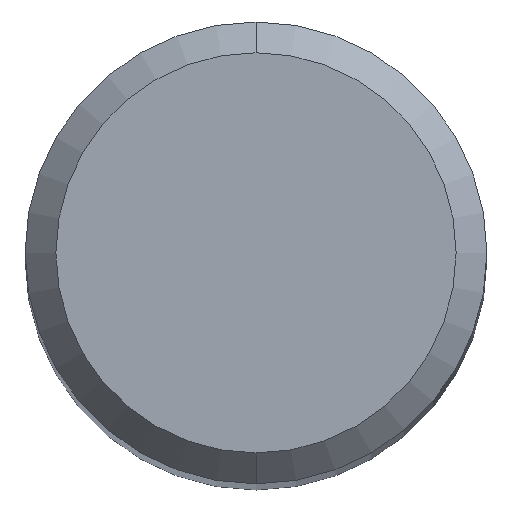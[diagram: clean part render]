
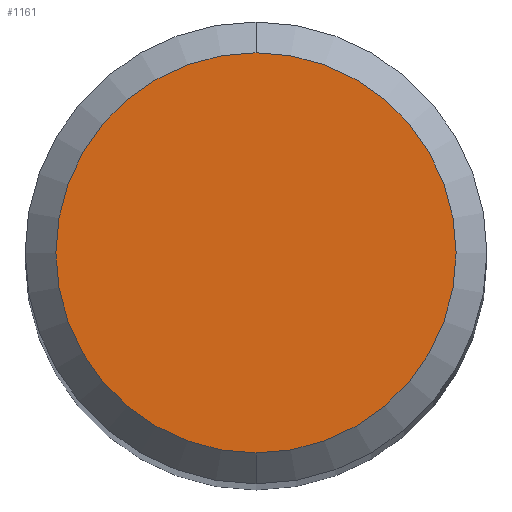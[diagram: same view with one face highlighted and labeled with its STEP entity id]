
A CAD part, top view. The second image highlights one B-rep face of the part: STEP entity #1161.
In plain terms, the highlighted planar face has unit normal (0, 0, 1).
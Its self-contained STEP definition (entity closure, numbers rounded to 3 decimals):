
#1045=VERTEX_POINT('',#2570);
#1161=ADVANCED_FACE('',(#2695),#2696,.T.);
#1219=EDGE_CURVE('',#1045,#1921,#2761,.T.);
#1921=VERTEX_POINT('',#3528);
#2253=EDGE_CURVE('',#1921,#1045,#3889,.T.);
#2570=CARTESIAN_POINT('',(0.,-2.6,0.0));
#2695=FACE_OUTER_BOUND('',#8380,.T.);
#2696=PLANE('',#8381);
#2761=CIRCLE('',#8812,2.6);
#3528=CARTESIAN_POINT('',(0.0,2.6,0.0));
#3889=CIRCLE('',#21827,2.6);
#8380=EDGE_LOOP('',(#22217,#22218));
#8381=AXIS2_PLACEMENT_3D('',#22219,#22220,#22221);
#8812=AXIS2_PLACEMENT_3D('',#22302,#22303,#22304);
#21827=AXIS2_PLACEMENT_3D('',#23296,#23297,#23298);
#22217=ORIENTED_EDGE('',*,*,#2253,.F.);
#22218=ORIENTED_EDGE('',*,*,#1219,.F.);
#22219=CARTESIAN_POINT('',(0.0,1.3,0.0));
#22220=DIRECTION('',(-0.0,0.0,1.0));
#22221=DIRECTION('',(0.0,-1.0,0.0));
#22302=CARTESIAN_POINT('',(0.0,0.0,0.0));
#22303=DIRECTION('',(0.0,0.0,-1.0));
#22304=DIRECTION('',(0.0,1.0,0.0));
#23296=CARTESIAN_POINT('',(0.0,0.0,0.0));
#23297=DIRECTION('',(0.0,0.0,-1.0));
#23298=DIRECTION('',(0.0,1.0,0.0));
